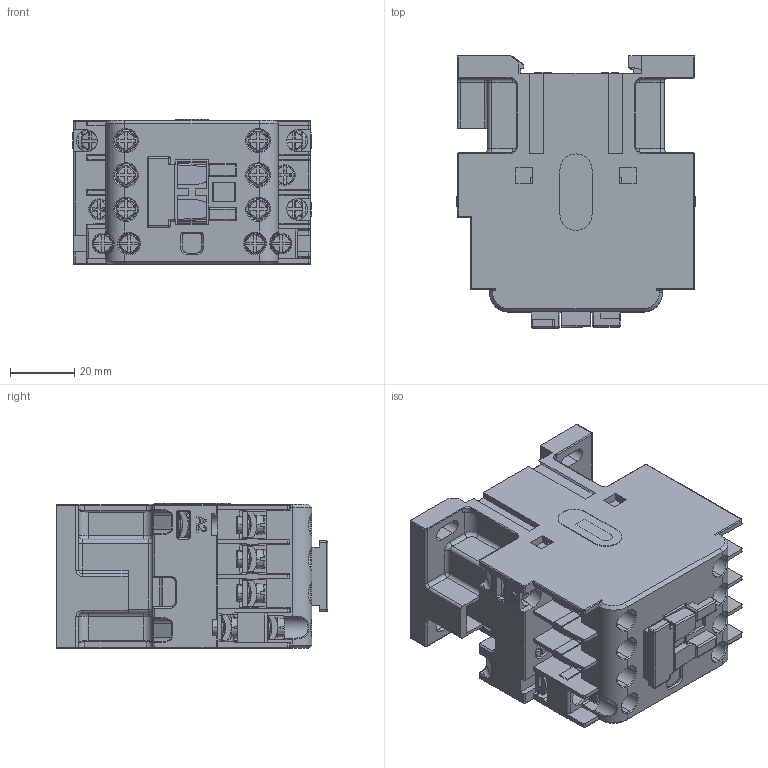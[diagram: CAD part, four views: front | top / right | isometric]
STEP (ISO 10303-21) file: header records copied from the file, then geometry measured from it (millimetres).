
FILE_DESCRIPTION((''),'2;1');
FILE_NAME('CDC6I-0911','2025-06-25T',('yunfei.yang'),(''),'PRO/ENGINEER BY PARAMETRIC TECHNOLOGY CORPORATION, 2017170','PRO/ENGINEER BY PARAMETRIC TECHNOLOGY CORPORATION, 2017170','');
FILE_SCHEMA(('CONFIG_CONTROL_DESIGN'));
Products named in the file (1): CDC6I-0911
Bounding box: 74.4 x 84.9 x 45.3 mm (x, y, z)
Volume: 165373.1 mm3; surface area: 75924.5 mm2
Topology: 1 solids, 3 shells, 7287 faces, 20550 edges, 12973 vertices
Faces by surface type: plane 5327, cylinder 1177, torus 209, extrusion 209, bspline 173, cone 140, sphere 52
Entity records: 245601 total; most frequent: CARTESIAN_POINT 58712, ORIENTED_EDGE 40996, DIRECTION 35941, EDGE_CURVE 20498, VECTOR 16197, LINE 15988, VERTEX_POINT 12973, AXIS2_PLACEMENT_3D 9872
